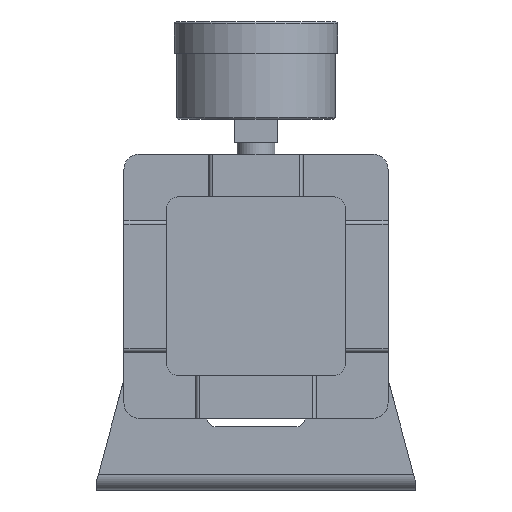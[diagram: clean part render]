
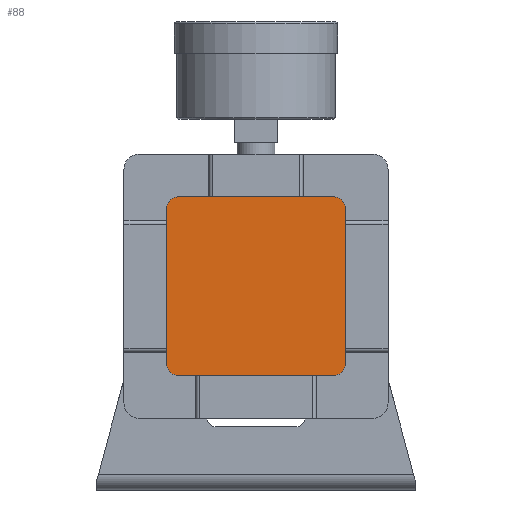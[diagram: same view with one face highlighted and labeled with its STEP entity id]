
A CAD part, front view. The second image highlights one B-rep face of the part: STEP entity #88.
In plain terms, the highlighted planar face has unit normal (0, -1, 0).
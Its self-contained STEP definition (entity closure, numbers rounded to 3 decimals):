
#88 = ADVANCED_FACE( '', ( #504 ), #505, .F. );
#504 = FACE_OUTER_BOUND( '', #1395, .T. );
#505 = PLANE( '', #1396 );
#1395 = EDGE_LOOP( '', ( #2337, #2338, #2339, #2340, #2341, #2342, #2343, #2344 ) );
#1396 = AXIS2_PLACEMENT_3D( '', #2345, #2346, #2347 );
#2337 = ORIENTED_EDGE( '', *, *, #5318, .F. );
#2338 = ORIENTED_EDGE( '', *, *, #5319, .F. );
#2339 = ORIENTED_EDGE( '', *, *, #5320, .F. );
#2340 = ORIENTED_EDGE( '', *, *, #5321, .F. );
#2341 = ORIENTED_EDGE( '', *, *, #5322, .F. );
#2342 = ORIENTED_EDGE( '', *, *, #5323, .F. );
#2343 = ORIENTED_EDGE( '', *, *, #5324, .F. );
#2344 = ORIENTED_EDGE( '', *, *, #5325, .F. );
#2345 = CARTESIAN_POINT( '', ( -20., -22.4, 20. ) );
#2346 = DIRECTION( '', ( 0., 1., 0. ) );
#2347 = DIRECTION( '', ( 0., 0., 1. ) );
#5318 = EDGE_CURVE( '', #6282, #6283, #6284, .T. );
#5319 = EDGE_CURVE( '', #6285, #6282, #6286, .T. );
#5320 = EDGE_CURVE( '', #6287, #6285, #6288, .T. );
#5321 = EDGE_CURVE( '', #6289, #6287, #6290, .T. );
#5322 = EDGE_CURVE( '', #6291, #6289, #6292, .T. );
#5323 = EDGE_CURVE( '', #6293, #6291, #6294, .T. );
#5324 = EDGE_CURVE( '', #6295, #6293, #6296, .T. );
#5325 = EDGE_CURVE( '', #6283, #6295, #6297, .T. );
#6282 = VERTEX_POINT( '', #7926 );
#6283 = VERTEX_POINT( '', #7927 );
#6284 = LINE( '', #7928, #7929 );
#6285 = VERTEX_POINT( '', #7930 );
#6286 = CIRCLE( '', #7931, 3. );
#6287 = VERTEX_POINT( '', #7932 );
#6288 = LINE( '', #7933, #7934 );
#6289 = VERTEX_POINT( '', #7935 );
#6290 = CIRCLE( '', #7936, 3. );
#6291 = VERTEX_POINT( '', #7937 );
#6292 = LINE( '', #7938, #7939 );
#6293 = VERTEX_POINT( '', #7940 );
#6294 = CIRCLE( '', #7941, 3. );
#6295 = VERTEX_POINT( '', #7942 );
#6296 = LINE( '', #7943, #7944 );
#6297 = CIRCLE( '', #7945, 3. );
#7926 = CARTESIAN_POINT( '', ( -23., -22.4, -20. ) );
#7927 = CARTESIAN_POINT( '', ( -23., -22.4, 20. ) );
#7928 = CARTESIAN_POINT( '', ( -23., -22.4, -20. ) );
#7929 = VECTOR( '', #10360, 1000. );
#7930 = CARTESIAN_POINT( '', ( -20., -22.4, -23. ) );
#7931 = AXIS2_PLACEMENT_3D( '', #10361, #10362, #10363 );
#7932 = CARTESIAN_POINT( '', ( 20., -22.4, -23. ) );
#7933 = CARTESIAN_POINT( '', ( 20., -22.4, -23. ) );
#7934 = VECTOR( '', #10364, 1000. );
#7935 = CARTESIAN_POINT( '', ( 23., -22.4, -20. ) );
#7936 = AXIS2_PLACEMENT_3D( '', #10365, #10366, #10367 );
#7937 = CARTESIAN_POINT( '', ( 23., -22.4, 20. ) );
#7938 = CARTESIAN_POINT( '', ( 23., -22.4, 20. ) );
#7939 = VECTOR( '', #10368, 1000. );
#7940 = CARTESIAN_POINT( '', ( 20., -22.4, 23. ) );
#7941 = AXIS2_PLACEMENT_3D( '', #10369, #10370, #10371 );
#7942 = CARTESIAN_POINT( '', ( -20., -22.4, 23. ) );
#7943 = CARTESIAN_POINT( '', ( -20., -22.4, 23. ) );
#7944 = VECTOR( '', #10372, 1000. );
#7945 = AXIS2_PLACEMENT_3D( '', #10373, #10374, #10375 );
#10360 = DIRECTION( '', ( 0., 0., 1. ) );
#10361 = CARTESIAN_POINT( '', ( -20., -22.4, -20. ) );
#10362 = DIRECTION( '', ( 0., 1., 0. ) );
#10363 = DIRECTION( '', ( 1., 0., 0. ) );
#10364 = DIRECTION( '', ( -1., 0., 0. ) );
#10365 = CARTESIAN_POINT( '', ( 20., -22.4, -20. ) );
#10366 = DIRECTION( '', ( 0., 1., 0. ) );
#10367 = DIRECTION( '', ( 1., 0., 0. ) );
#10368 = DIRECTION( '', ( 0., 0., -1. ) );
#10369 = CARTESIAN_POINT( '', ( 20., -22.4, 20. ) );
#10370 = DIRECTION( '', ( 0., 1., 0. ) );
#10371 = DIRECTION( '', ( 1., 0., 0. ) );
#10372 = DIRECTION( '', ( 1., 0., 0. ) );
#10373 = CARTESIAN_POINT( '', ( -20., -22.4, 20. ) );
#10374 = DIRECTION( '', ( 0., 1., 0. ) );
#10375 = DIRECTION( '', ( 1., 0., 0. ) );
